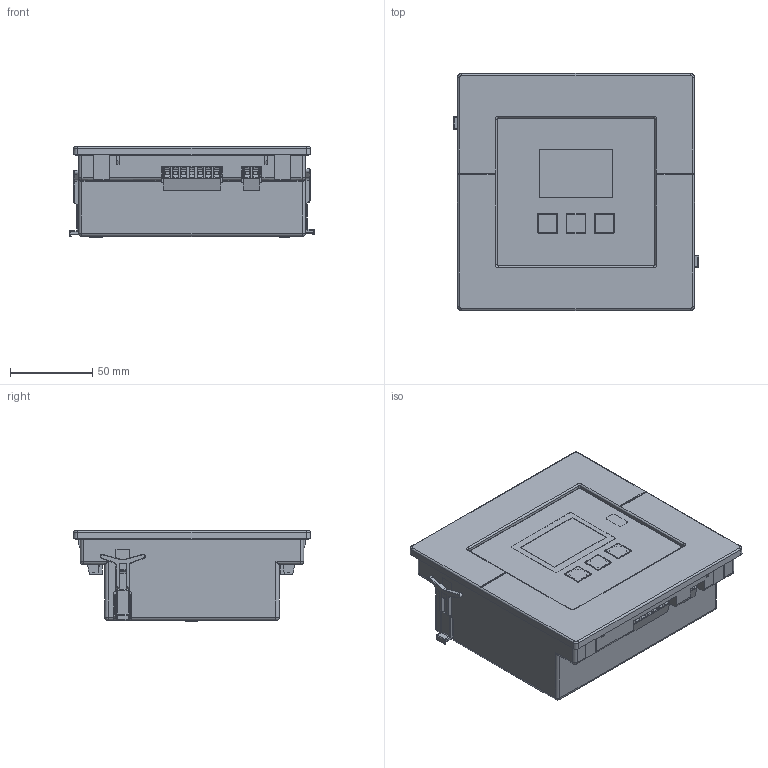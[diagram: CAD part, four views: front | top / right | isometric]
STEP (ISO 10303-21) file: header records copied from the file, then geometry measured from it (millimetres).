
FILE_DESCRIPTION((''),'2;1');
FILE_NAME('0000005079_SW0002','2021-09-08T12:15:19',('jnebril'),(''),'CREO PARAMETRIC BY PTC INC, 2018260','CREO PARAMETRIC BY PTC INC, 2018260','');
FILE_SCHEMA(('AUTOMOTIVE_DESIGN { 1 0 10303 214 1 1 1 1 }'));
Products named in the file (1): 0000005079_SW0002
Bounding box: 148.8 x 144 x 55.15 mm (x, y, z)
Volume: 767171.1 mm3; surface area: 193120.7 mm2
Topology: 20 solids, 21 shells, 2994 faces, 8224 edges, 5335 vertices
Faces by surface type: plane 2374, cylinder 441, bspline 93, sphere 44, torus 26, cone 16
Entity records: 153551 total; most frequent: CARTESIAN_POINT 27546, ORIENTED_EDGE 16448, DIRECTION 14650, PRESENTATION_STYLE_ASSIGNMENT 11166, STYLED_ITEM 8244, CURVE_STYLE 8224, EDGE_CURVE 8224, VECTOR 6960
